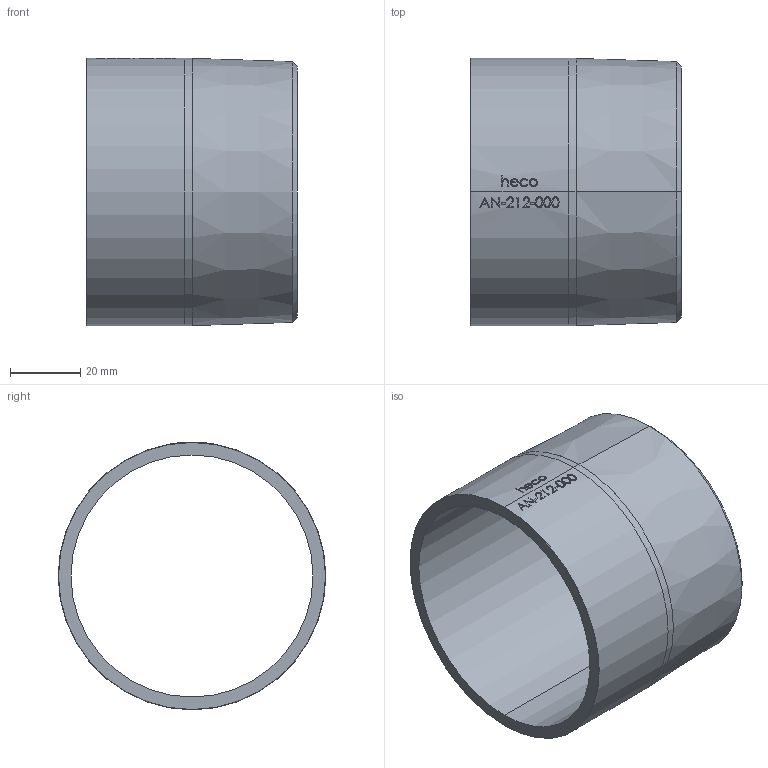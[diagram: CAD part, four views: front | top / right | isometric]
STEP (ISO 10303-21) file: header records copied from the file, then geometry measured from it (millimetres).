
FILE_DESCRIPTION (( 'STEP AP214' ), '1' );
FILE_NAME ('AN-212-000-x Anschweißnippel heco.STEP', '2018-05-18T09:03:52', ( '' ), ( '' ), 'SwSTEP 2.0', 'SolidWorks 2016', '' );
FILE_SCHEMA (( 'AUTOMOTIVE_DESIGN' ));
Length unit declared in the file: millimetre
Products named in the file (1): AN-212-000-x Anschweißnippel heco
Bounding box: 60 x 76.1 x 76.1 mm (x, y, z)
Volume: 45745.7 mm3; surface area: 28431.1 mm2
Topology: 1 solids, 1 shells, 169 faces, 432 edges, 286 vertices
Faces by surface type: bspline 90, plane 47, cylinder 24, cone 8
Entity records: 18665 total; most frequent: CARTESIAN_POINT 13646, ORIENTED_EDGE 864, EDGE_CURVE 432, DIRECTION 358, VERTEX_POINT 286, B_SPLINE_CURVE_WITH_KNOTS 286, EDGE_LOOP 192, ADVANCED_FACE 169
